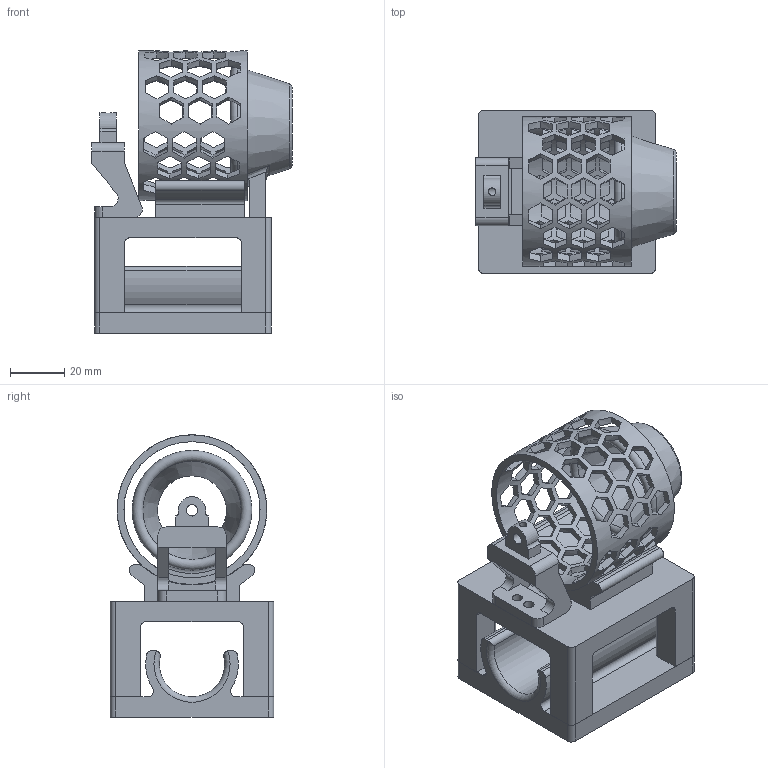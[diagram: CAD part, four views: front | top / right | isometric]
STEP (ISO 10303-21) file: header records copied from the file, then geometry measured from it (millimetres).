
FILE_DESCRIPTION(/* description */ ('STEP AP242','CAx-IF Rec.Pracs.---Representation and Presentation of Product Manufacturing Information (PMI)---4.0---2014-10-13','CAx-IF Rec.Pracs.---3D Tessellated Geometry---0.4---2014-09-14','2;1'),/* implementation_level */ '2;1');
FILE_NAME(/* name */ '68b5acab9b9de63abf04d31f',/* time_stamp */ '2025-09-01T14:24:44Z',/* author */ (''),/* organization */ (''),/* preprocessor_version */ 'ST-DEVELOPER v20',/* originating_system */ 'ONSHAPE BY PTC INC, 1.203',/* authorisation */ ' ');
FILE_SCHEMA (('AP242_MANAGED_MODEL_BASED_3D_ENGINEERING_MIM_LF { 1 0 10303 442 1 1 4 }'));
Length unit declared in the file: metre
Products named in the file (8): Assembly 3; Part 1
Assembly tree (7 placements, depth 2):
  Assembly 3
    Part 1
    Part 1
    Part 1
    Part 1
    Part 1
    Part 1
    Part 1
Bounding box: 73.63 x 60 x 103.71 mm (x, y, z)
Volume: 113464.6 mm3; surface area: 56511.9 mm2
Topology: 7 solids, 7 shells, 517 faces, 1468 edges, 974 vertices
Faces by surface type: bspline 218, plane 196, cylinder 91, torus 10, cone 2
Full cylindrical faces by diameter (mm): 2.8 x1, 3.8 x12, 4.2 x1, 4.3 x12, 8 x4, 50 x1, 55 x1
Entity records: 18676 total; most frequent: CARTESIAN_POINT 6789, ORIENTED_EDGE 2828, DIRECTION 1664, EDGE_CURVE 1414, VERTEX_POINT 962, B_SPLINE_CURVE_WITH_KNOTS 774, AXIS2_PLACEMENT_3D 717, EDGE_LOOP 714
